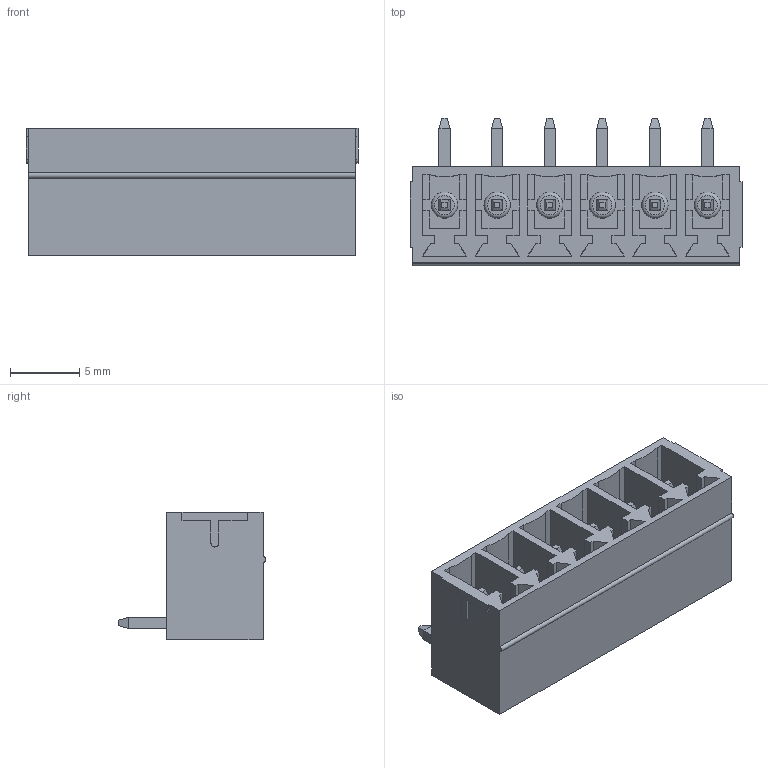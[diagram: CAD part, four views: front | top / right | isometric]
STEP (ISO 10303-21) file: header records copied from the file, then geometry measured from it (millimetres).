
FILE_DESCRIPTION( ( 'Unknown' ), '1' );
FILE_NAME( '691322310006.stp', 'Unknown', ( 'Unknown' ), ( 'Unknown' ), 'PSStep 14.0', 'Unknown', ' ' );
FILE_SCHEMA( ( 'AUTOMOTIVE_DESIGN { 1 0 10303 214 1 1 1 1 }' ) );
Length unit declared in the file: millimetre
Products named in the file (3): Assem1; 6913213000xx_PIN; 691321300006
Assembly tree (7 placements, depth 2):
  Assem1
    6913213000xx_PIN  x6
    691321300006
Bounding box: 24.05 x 10.7 x 9.2 mm (x, y, z)
Volume: 789.3 mm3; surface area: 2344.9 mm2
Topology: 7 solids, 7 shells, 384 faces, 1032 edges, 668 vertices
Faces by surface type: plane 351, cylinder 27, torus 6
Full cylindrical faces by diameter (mm): 1.9 x6
Entity records: 11907 total; most frequent: CARTESIAN_POINT 1688, ORIENTED_EDGE 1658, DIRECTION 1493, EDGE_CURVE 829, LINE 779, VECTOR 779, VERTEX_POINT 552, AXIS2_PLACEMENT_3D 357
